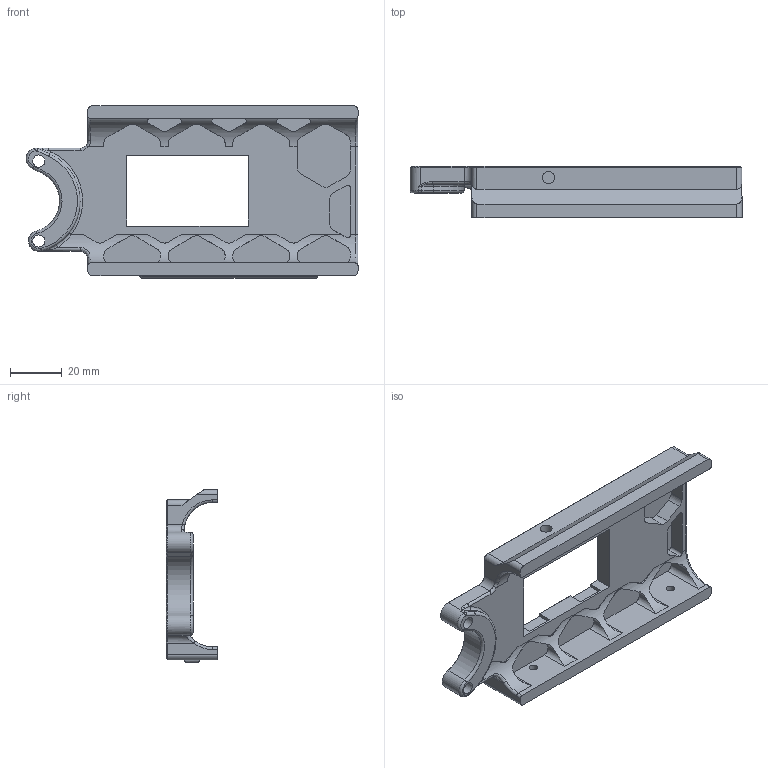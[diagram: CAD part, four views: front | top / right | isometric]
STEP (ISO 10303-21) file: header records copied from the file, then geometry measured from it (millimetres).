
FILE_DESCRIPTION(/* description */ (''),/* implementation_level */ '2;1');
FILE_NAME(/* name */ 'PlugSkirt_350 - Combo.stp',/* time_stamp */ '2021-10-20T16:20:58+10:00',/* author */ ('Amarpal'),/* organization */ (''),/* preprocessor_version */ 'ST-DEVELOPER v18.1',/* originating_system */ 'Autodesk Inventor 2021',/* authorisation */ '');
FILE_SCHEMA (('AUTOMOTIVE_DESIGN { 1 0 10303 214 3 1 1 }'));
Length unit declared in the file: millimetre
Products named in the file (1): PlugSkirt350
Bounding box: 128.65 x 20 x 67 mm (x, y, z)
Volume: 51747.7 mm3; surface area: 23581.8 mm2
Topology: 1 solids, 1 shells, 247 faces, 670 edges, 425 vertices
Faces by surface type: plane 133, cylinder 84, torus 11, bspline 10, cone 9
Full cylindrical faces by diameter (mm): 3.2 x2, 4.7 x3
Entity records: 8414 total; most frequent: CARTESIAN_POINT 2113, ORIENTED_EDGE 1336, DIRECTION 1294, EDGE_CURVE 668, AXIS2_PLACEMENT_3D 449, VERTEX_POINT 425, LINE 396, VECTOR 396
